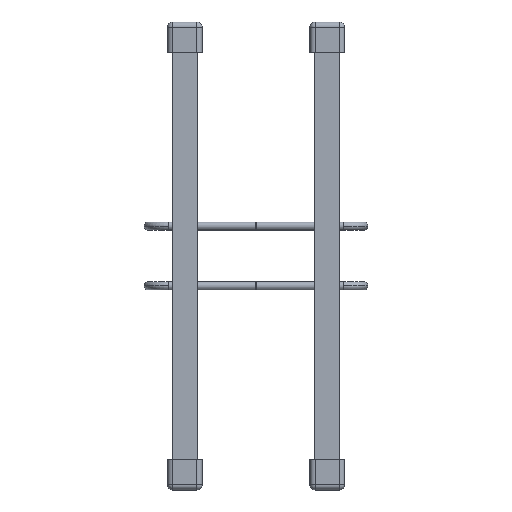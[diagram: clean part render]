
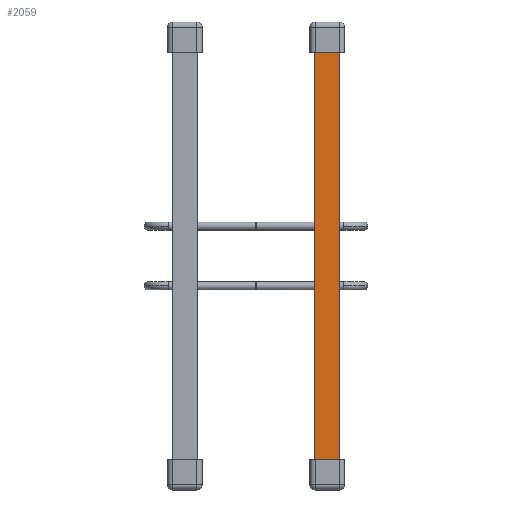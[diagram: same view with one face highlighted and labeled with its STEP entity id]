
A CAD part, front view. The second image highlights one B-rep face of the part: STEP entity #2059.
In plain terms, the highlighted planar face has unit normal (0, -1, 0).
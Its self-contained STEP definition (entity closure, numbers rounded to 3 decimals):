
#4 = ORIENTED_EDGE ( 'NONE', *, *, #314, .F. ) ;
#20 = VERTEX_POINT ( 'NONE', #2034 ) ;
#181 = CARTESIAN_POINT ( 'NONE',  ( 12.5, -12.5, 225. ) ) ;
#200 = VECTOR ( 'NONE', #1932, 1000. ) ;
#258 = PLANE ( 'NONE',  #1966 ) ;
#266 = DIRECTION ( 'NONE',  ( 0., 0., 1. ) ) ;
#308 = DIRECTION ( 'NONE',  ( 1., 0., 0. ) ) ;
#314 = EDGE_CURVE ( 'NONE', #1445, #394, #1426, .T. ) ;
#317 = CARTESIAN_POINT ( 'NONE',  ( -12.5, -12.5, 225. ) ) ;
#394 = VERTEX_POINT ( 'NONE', #181 ) ;
#422 = CARTESIAN_POINT ( 'NONE',  ( -12.5, -12.5, 225. ) ) ;
#597 = CARTESIAN_POINT ( 'NONE',  ( 12.5, -12.5, -225. ) ) ;
#644 = LINE ( 'NONE', #1429, #200 ) ;
#672 = FACE_OUTER_BOUND ( 'NONE', #2080, .T. ) ;
#741 = ORIENTED_EDGE ( 'NONE', *, *, #1483, .T. ) ;
#853 = LINE ( 'NONE', #1888, #1369 ) ;
#868 = VERTEX_POINT ( 'NONE', #597 ) ;
#961 = LINE ( 'NONE', #1922, #1808 ) ;
#1114 = DIRECTION ( 'NONE',  ( 0., 0., -1. ) ) ;
#1197 = ORIENTED_EDGE ( 'NONE', *, *, #1231, .T. ) ;
#1231 = EDGE_CURVE ( 'NONE', #20, #868, #853, .T. ) ;
#1369 = VECTOR ( 'NONE', #2048, 1000. ) ;
#1426 = LINE ( 'NONE', #317, #1764 ) ;
#1429 = CARTESIAN_POINT ( 'NONE',  ( -12.5, -12.5, 225. ) ) ;
#1440 = CARTESIAN_POINT ( 'NONE',  ( -12.5, -12.5, 225. ) ) ;
#1445 = VERTEX_POINT ( 'NONE', #1440 ) ;
#1454 = EDGE_CURVE ( 'NONE', #394, #868, #961, .T. ) ;
#1483 = EDGE_CURVE ( 'NONE', #1445, #20, #644, .T. ) ;
#1764 = VECTOR ( 'NONE', #308, 1000. ) ;
#1784 = DIRECTION ( 'NONE',  ( 0., 1., 0. ) ) ;
#1808 = VECTOR ( 'NONE', #1114, 1000. ) ;
#1819 = ORIENTED_EDGE ( 'NONE', *, *, #1454, .F. ) ;
#1888 = CARTESIAN_POINT ( 'NONE',  ( -12.5, -12.5, -225. ) ) ;
#1922 = CARTESIAN_POINT ( 'NONE',  ( 12.5, -12.5, 225. ) ) ;
#1932 = DIRECTION ( 'NONE',  ( 0., 0., -1. ) ) ;
#1966 = AXIS2_PLACEMENT_3D ( 'NONE', #422, #1784, #266 ) ;
#2034 = CARTESIAN_POINT ( 'NONE',  ( -12.5, -12.5, -225. ) ) ;
#2048 = DIRECTION ( 'NONE',  ( 1., 0., 0. ) ) ;
#2059 = ADVANCED_FACE ( 'NONE', ( #672 ), #258, .F. ) ;
#2080 = EDGE_LOOP ( 'NONE', ( #1197, #1819, #4, #741 ) ) ;
